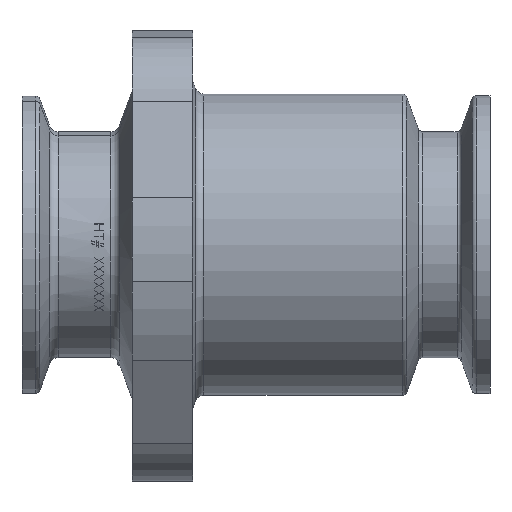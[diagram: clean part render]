
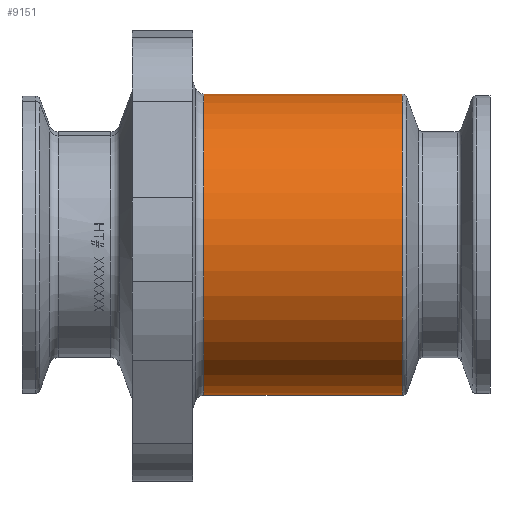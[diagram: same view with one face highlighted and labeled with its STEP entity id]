
A CAD part, left-side view. The second image highlights one B-rep face of the part: STEP entity #9151.
In plain terms, the highlighted cylindrical face has radius 25.502 mm (diameter 51.003 mm), a partial arc.
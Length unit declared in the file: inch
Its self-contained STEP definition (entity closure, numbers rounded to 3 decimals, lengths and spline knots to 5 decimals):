
#186 = DIRECTION ( 'NONE',  ( 0., 0., -1. ) ) ;
#217 = DIRECTION ( 'NONE',  ( 0., 0., -1. ) ) ;
#898 = DIRECTION ( 'NONE',  ( 0., -1., 0. ) ) ;
#1023 = CARTESIAN_POINT ( 'NONE',  ( 0., 0., 0. ) ) ;
#1612 = LINE ( 'NONE', #2639, #8510 ) ;
#1613 = CARTESIAN_POINT ( 'NONE',  ( 0., 0.58351, 0. ) ) ;
#1772 = CARTESIAN_POINT ( 'NONE',  ( 0., 1.90709, 0. ) ) ;
#1892 = CARTESIAN_POINT ( 'NONE',  ( 0., 0.58351, 1.004 ) ) ;
#2029 = ORIENTED_EDGE ( 'NONE', *, *, #4359, .T. ) ;
#2421 = FACE_OUTER_BOUND ( 'NONE', #8914, .T. ) ;
#2598 = DIRECTION ( 'NONE',  ( 0., 1., 0. ) ) ;
#2639 = CARTESIAN_POINT ( 'NONE',  ( 0., 0., 1.004 ) ) ;
#3026 = VECTOR ( 'NONE', #10502, 39.37008 ) ;
#3103 = EDGE_CURVE ( 'NONE', #5031, #3732, #1612, .T. ) ;
#3318 = ORIENTED_EDGE ( 'NONE', *, *, #3103, .F. ) ;
#3391 = VERTEX_POINT ( 'NONE', #8451 ) ;
#3392 = AXIS2_PLACEMENT_3D ( 'NONE', #1772, #5026, #186 ) ;
#3638 = CIRCLE ( 'NONE', #6656, 1.004 ) ;
#3732 = VERTEX_POINT ( 'NONE', #1892 ) ;
#3916 = CARTESIAN_POINT ( 'NONE',  ( 0., 0., -1.004 ) ) ;
#4062 = DIRECTION ( 'NONE',  ( 0., 0., 1. ) ) ;
#4359 = EDGE_CURVE ( 'NONE', #8987, #3391, #6018, .T. ) ;
#4823 = CARTESIAN_POINT ( 'NONE',  ( 0., 1.90709, 1.004 ) ) ;
#5026 = DIRECTION ( 'NONE',  ( 0., -1., 0. ) ) ;
#5031 = VERTEX_POINT ( 'NONE', #4823 ) ;
#5442 = AXIS2_PLACEMENT_3D ( 'NONE', #1023, #10327, #217 ) ;
#6018 = LINE ( 'NONE', #3916, #3026 ) ;
#6029 = ORIENTED_EDGE ( 'NONE', *, *, #6099, .T. ) ;
#6099 = EDGE_CURVE ( 'Defeatured_0_7+Defeatured_0_11+Defeatured_0_11+Defeatured_0_11', #3391, #3732, #3638, .T. ) ;
#6451 = CIRCLE ( 'NONE', #3392, 1.004 ) ;
#6656 = AXIS2_PLACEMENT_3D ( 'NONE', #1613, #2598, #4062 ) ;
#8451 = CARTESIAN_POINT ( 'NONE',  ( 0., 0.58351, -1.004 ) ) ;
#8510 = VECTOR ( 'NONE', #898, 39.37008 ) ;
#8724 = EDGE_CURVE ( 'Defeatured_0_7+Defeatured_0_12+Defeatured_0_12+Defeatured_0_12', #5031, #8987, #6451, .T. ) ;
#8914 = EDGE_LOOP ( 'NONE', ( #3318, #9495, #2029, #6029 ) ) ;
#8987 = VERTEX_POINT ( 'NONE', #9013 ) ;
#9013 = CARTESIAN_POINT ( 'NONE',  ( 0., 1.90709, -1.004 ) ) ;
#9151 = ADVANCED_FACE ( 'Defeatured_0_7', ( #2421 ), #10553, .T. ) ;
#9495 = ORIENTED_EDGE ( 'NONE', *, *, #8724, .T. ) ;
#10327 = DIRECTION ( 'NONE',  ( 0., -1., 0. ) ) ;
#10502 = DIRECTION ( 'NONE',  ( 0., -1., 0. ) ) ;
#10553 = CYLINDRICAL_SURFACE ( 'NONE', #5442, 1.004 ) ;
